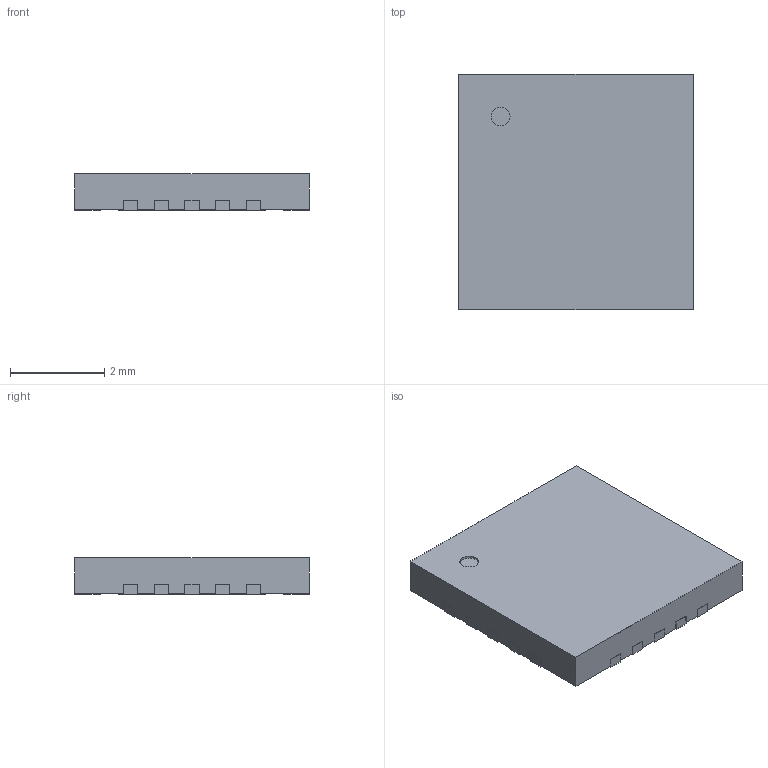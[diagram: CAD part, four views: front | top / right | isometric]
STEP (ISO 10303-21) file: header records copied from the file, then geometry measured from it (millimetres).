
FILE_DESCRIPTION(/* description */ ('model of TQFN-20-1EP_5x5mm_P0.65mm_EP3.1x3.1mm'),/* implementation_level */ '2;1');
FILE_NAME(/* name */ 'TQFN-20-1EP_5x5mm_P0.65mm_EP3.1x3.1mm.step',/* time_stamp */ '2020-05-09T12:29:41',/* author */ ('kicad StepUp','ksu'),/* organization */ ('FreeCAD'),/* preprocessor_version */ 'OCC',/* originating_system */ 'kicad StepUp',/* authorisation */ '');
FILE_SCHEMA(('AUTOMOTIVE_DESIGN { 1 0 10303 214 1 1 1 1 }'));
Length unit declared in the file: millimetre
Products named in the file (1): TQFN_20_1EP_5x5mm_P065mm_EP31x31mm
Bounding box: 5 x 5 x 0.77 mm (x, y, z)
Volume: 18.9 mm3; surface area: 65.7 mm2
Topology: 1 solids, 1 shells, 134 faces, 390 edges, 260 vertices
Faces by surface type: plane 113, cylinder 21
Full cylindrical faces by diameter (mm): 0.4 x1
Entity records: 5328 total; most frequent: CARTESIAN_POINT 785, ORIENTED_EDGE 780, DIRECTION 702, EDGE_CURVE 390, LINE 348, VECTOR 348, VERTEX_POINT 260, AXIS2_PLACEMENT_3D 177
